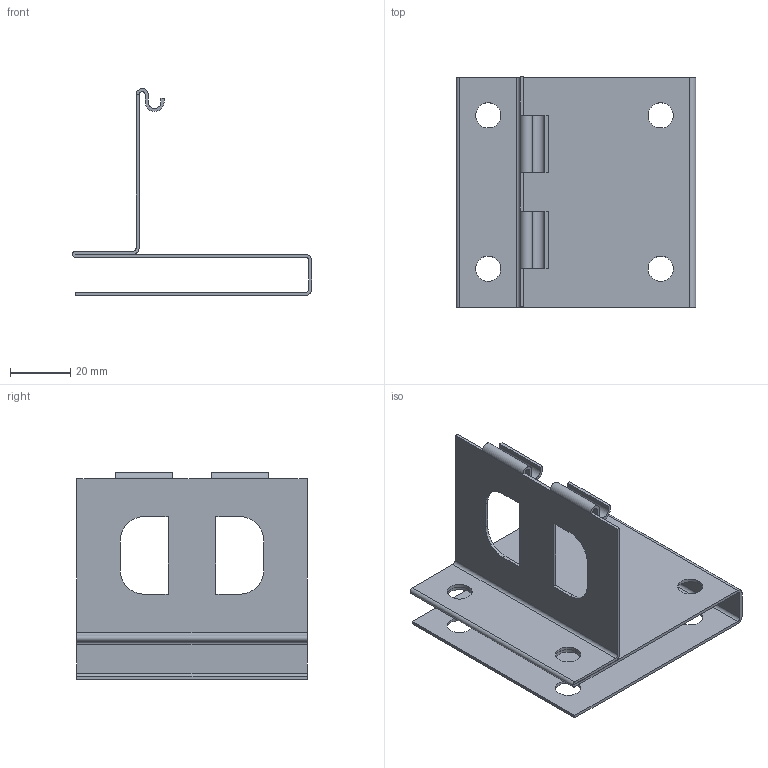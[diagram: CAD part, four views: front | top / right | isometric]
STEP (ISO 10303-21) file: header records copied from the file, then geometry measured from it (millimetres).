
FILE_DESCRIPTION(/* description */ (''),/* implementation_level */ '2;1');
FILE_NAME(/* name */ 'SM Bracket1',/* time_stamp */ '1999-06-17T17:21:33-04:00',/* author */ ('PC User'),/* organization */ ('3D/EYE, Inc.'),/* preprocessor_version */ 'ST-DEVELOPER 1.6',/* originating_system */ 'IronCAD2.0',/* authorisation */ '');
FILE_SCHEMA (('CONFIG_CONTROL_DESIGN'));
Length unit declared in the file: millimetre
Products named in the file (1): 1
Bounding box: 79.26 x 76.2 x 68.46 mm (x, y, z)
Volume: 17944.3 mm3; surface area: 36455.6 mm2
Topology: 1 solids, 1 shells, 68 faces, 190 edges, 124 vertices
Faces by surface type: plane 38, cylinder 30
Full cylindrical faces by diameter (mm): 8.331 x10
Entity records: 2366 total; most frequent: CARTESIAN_POINT 362, ORIENTED_EDGE 360, DIRECTION 328, EDGE_CURVE 180, INTERSECTION_CURVE 180, AXIS2_PLACEMENT_3D 126, VERTEX_POINT 124, LINE 112
